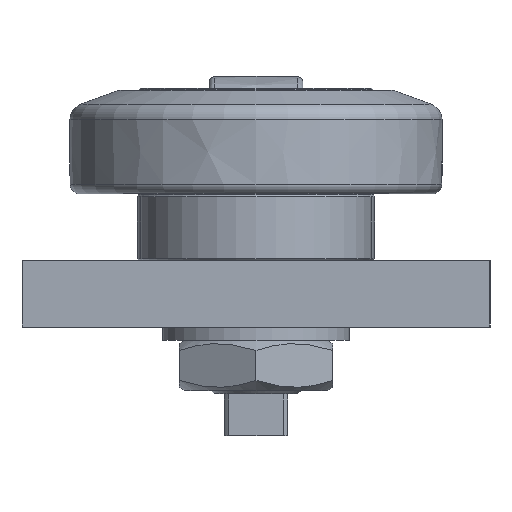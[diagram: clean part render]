
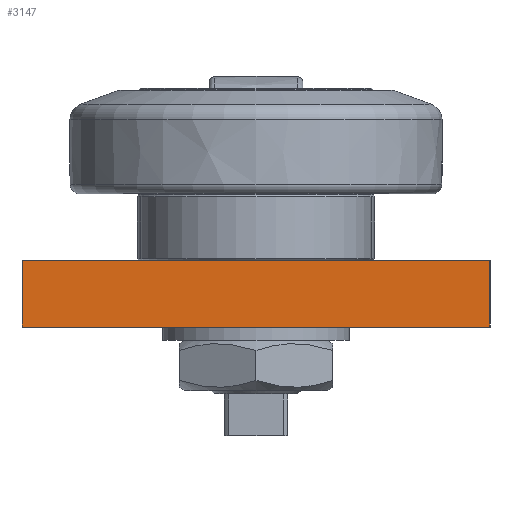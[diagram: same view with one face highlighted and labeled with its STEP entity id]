
A CAD part, left-side view. The second image highlights one B-rep face of the part: STEP entity #3147.
In plain terms, the highlighted planar face has unit normal (-1, 0, 0).
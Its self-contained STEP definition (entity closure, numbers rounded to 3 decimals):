
#88=LINE('',#4899,#352);
#161=LINE('',#5177,#425);
#162=LINE('',#5179,#426);
#163=LINE('',#5180,#427);
#352=VECTOR('',#3940,10.);
#425=VECTOR('',#4125,10.);
#426=VECTOR('',#4126,10.);
#427=VECTOR('',#4127,10.);
#701=PLANE('',#3461);
#856=FACE_OUTER_BOUND('',#1054,.T.);
#1054=EDGE_LOOP('',(#2520,#2521,#2522,#2523));
#1454=VERTEX_POINT('',#4897);
#1455=VERTEX_POINT('',#4898);
#1536=VERTEX_POINT('',#5176);
#1537=VERTEX_POINT('',#5178);
#1807=EDGE_CURVE('',#1454,#1455,#88,.T.);
#1912=EDGE_CURVE('',#1536,#1455,#161,.T.);
#1913=EDGE_CURVE('',#1536,#1537,#162,.T.);
#1914=EDGE_CURVE('',#1537,#1454,#163,.T.);
#2520=ORIENTED_EDGE('',*,*,#1807,.T.);
#2521=ORIENTED_EDGE('',*,*,#1912,.F.);
#2522=ORIENTED_EDGE('',*,*,#1913,.T.);
#2523=ORIENTED_EDGE('',*,*,#1914,.T.);
#3147=ADVANCED_FACE('',(#856),#701,.T.);
#3461=AXIS2_PLACEMENT_3D('',#5175,#4123,#4124);
#3940=DIRECTION('',(0.,1.,0.));
#4123=DIRECTION('center_axis',(-1.,0.,0.));
#4124=DIRECTION('ref_axis',(0.,0.,1.));
#4125=DIRECTION('',(0.,0.,1.));
#4126=DIRECTION('',(0.,-1.,0.));
#4127=DIRECTION('',(0.,0.,1.));
#4897=CARTESIAN_POINT('',(-166.66,-65.847,-15.));
#4898=CARTESIAN_POINT('',(-166.66,74.153,-15.));
#4899=CARTESIAN_POINT('',(-166.66,74.153,-15.));
#5175=CARTESIAN_POINT('Origin',(-166.66,-65.847,-35.));
#5176=CARTESIAN_POINT('',(-166.66,74.153,-35.));
#5177=CARTESIAN_POINT('',(-166.66,74.153,-35.));
#5178=CARTESIAN_POINT('',(-166.66,-65.847,-35.));
#5179=CARTESIAN_POINT('',(-166.66,74.153,-35.));
#5180=CARTESIAN_POINT('',(-166.66,-65.847,-35.));
